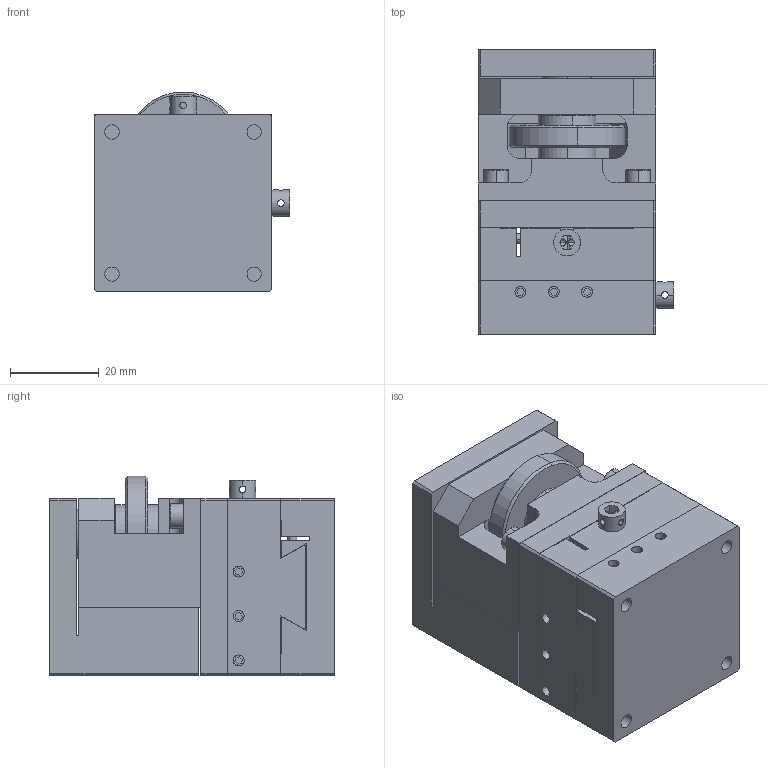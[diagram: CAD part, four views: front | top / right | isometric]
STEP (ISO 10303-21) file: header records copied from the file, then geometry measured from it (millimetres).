
FILE_DESCRIPTION (( 'STEP AP214' ), '1' );
FILE_NAME ('3 axis stage brass XYZ.STEP', '2023-12-05T16:54:00', ( '' ), ( '' ), 'SwSTEP 2.0', 'SolidWorks 2023', '' );
FILE_SCHEMA (( 'AUTOMOTIVE_DESIGN' ));
Length unit declared in the file: inch
Products named in the file (8): TASB-402; TAS-401-02D; TASB-403; TAS-402-C1B-S02; 3 axis stage brass XYZ; TAS-402-C1B-S01; socket head cap screw_iso_ISO 4762 M3 x 6 - 6N; TASB-402(2)
Assembly tree (9 placements, depth 4):
  3 axis stage brass XYZ
    TASB-402
      TASB-402(2)
        TAS-402-C1B-S02
        TAS-402-C1B-S01
        TAS-401-02D
    TASB-403
    socket head cap screw_iso_ISO 4762 M3 x 6 - 6N  x3
Bounding box: 44 x 64 x 45 mm (x, y, z)
Volume: 88570.1 mm3; surface area: 42210.4 mm2
Topology: 9 solids, 11 shells, 760 faces, 1969 edges, 1259 vertices
Faces by surface type: plane 384, cylinder 220, bspline 76, cone 66, torus 14
Entity records: 24542 total; most frequent: CARTESIAN_POINT 6706, ORIENTED_EDGE 3690, DIRECTION 3612, EDGE_CURVE 1845, AXIS2_PLACEMENT_3D 1266, VERTEX_POINT 1193, LINE 1080, VECTOR 1080
